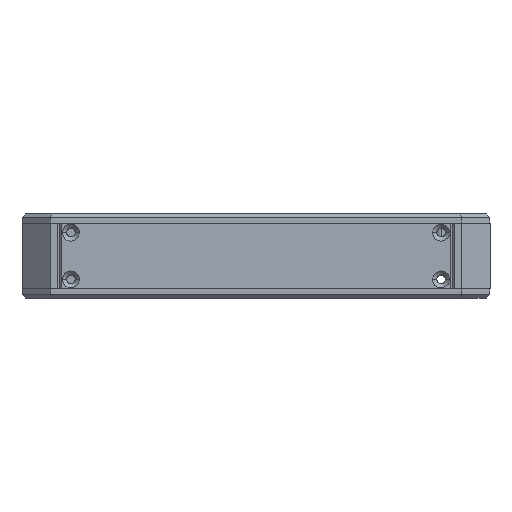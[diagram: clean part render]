
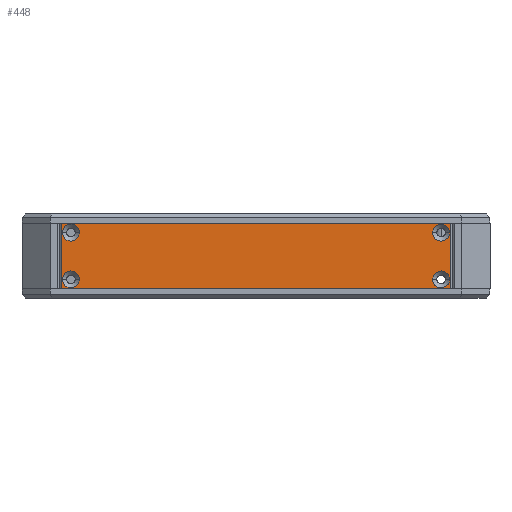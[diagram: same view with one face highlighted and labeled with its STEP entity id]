
A CAD part, front view. The second image highlights one B-rep face of the part: STEP entity #448.
In plain terms, the highlighted planar face has unit normal (0, -1, 0).
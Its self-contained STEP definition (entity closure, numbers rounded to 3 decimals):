
#88=FACE_BOUND('',#1883,.T.);
#89=FACE_BOUND('',#1884,.T.);
#90=FACE_BOUND('',#1885,.T.);
#91=FACE_BOUND('',#1886,.T.);
#448=ADVANCED_FACE('',(#1139,#88,#89,#90,#91),#11827,.T.);
#1139=FACE_OUTER_BOUND('',#1882,.T.);
#1882=EDGE_LOOP('',(#3755,#3756,#3757,#3758));
#1883=EDGE_LOOP('',(#3759,#3760));
#1884=EDGE_LOOP('',(#3761,#3762));
#1885=EDGE_LOOP('',(#3763,#3764));
#1886=EDGE_LOOP('',(#3765,#3766));
#3755=ORIENTED_EDGE('',*,*,#6671,.T.);
#3756=ORIENTED_EDGE('',*,*,#6672,.T.);
#3757=ORIENTED_EDGE('',*,*,#6673,.T.);
#3758=ORIENTED_EDGE('',*,*,#6674,.T.);
#3759=ORIENTED_EDGE('',*,*,#6723,.T.);
#3760=ORIENTED_EDGE('',*,*,#6740,.T.);
#3761=ORIENTED_EDGE('',*,*,#6727,.T.);
#3762=ORIENTED_EDGE('',*,*,#6752,.T.);
#3763=ORIENTED_EDGE('',*,*,#6725,.T.);
#3764=ORIENTED_EDGE('',*,*,#6746,.T.);
#3765=ORIENTED_EDGE('',*,*,#6721,.T.);
#3766=ORIENTED_EDGE('',*,*,#6734,.T.);
#6671=EDGE_CURVE('',#10581,#10582,#9515,.T.);
#6672=EDGE_CURVE('',#10582,#10583,#9516,.T.);
#6673=EDGE_CURVE('',#10583,#10584,#9517,.T.);
#6674=EDGE_CURVE('',#10584,#10581,#9518,.T.);
#6721=EDGE_CURVE('',#10593,#10622,#7827,.T.);
#6723=EDGE_CURVE('',#10596,#10626,#7828,.T.);
#6725=EDGE_CURVE('',#10599,#10630,#7829,.T.);
#6727=EDGE_CURVE('',#10602,#10634,#7830,.T.);
#6734=EDGE_CURVE('',#10622,#10593,#7831,.T.);
#6740=EDGE_CURVE('',#10626,#10596,#7832,.T.);
#6746=EDGE_CURVE('',#10630,#10599,#7833,.T.);
#6752=EDGE_CURVE('',#10634,#10602,#7834,.T.);
#7827=(
BOUNDED_CURVE()
B_SPLINE_CURVE(2,(#17794,#17795,#17796,#17797,#17798,#17799,#17800),
 .UNSPECIFIED.,.F.,.F.)
B_SPLINE_CURVE_WITH_KNOTS((3,2,2,3),(-28.274,-22.973,
-17.671,-14.137),.UNSPECIFIED.)
CURVE()
GEOMETRIC_REPRESENTATION_ITEM()
RATIONAL_B_SPLINE_CURVE((1.,0.831,1.,0.831,1.,0.923,
1.))
REPRESENTATION_ITEM('')
);
#7828=(
BOUNDED_CURVE()
B_SPLINE_CURVE(2,(#17804,#17805,#17806,#17807,#17808,#17809,#17810),
 .UNSPECIFIED.,.F.,.F.)
B_SPLINE_CURVE_WITH_KNOTS((3,2,2,3),(-28.274,-22.973,
-17.671,-14.137),.UNSPECIFIED.)
CURVE()
GEOMETRIC_REPRESENTATION_ITEM()
RATIONAL_B_SPLINE_CURVE((1.,0.831,1.,0.831,1.,0.923,
1.))
REPRESENTATION_ITEM('')
);
#7829=(
BOUNDED_CURVE()
B_SPLINE_CURVE(2,(#17814,#17815,#17816,#17817,#17818,#17819,#17820),
 .UNSPECIFIED.,.F.,.F.)
B_SPLINE_CURVE_WITH_KNOTS((3,2,2,3),(-28.274,-21.206,
-15.904,-14.137),.UNSPECIFIED.)
CURVE()
GEOMETRIC_REPRESENTATION_ITEM()
RATIONAL_B_SPLINE_CURVE((1.,0.707,1.,0.831,1.,0.981,
1.))
REPRESENTATION_ITEM('')
);
#7830=(
BOUNDED_CURVE()
B_SPLINE_CURVE(2,(#17824,#17825,#17826,#17827,#17828,#17829,#17830),
 .UNSPECIFIED.,.F.,.F.)
B_SPLINE_CURVE_WITH_KNOTS((3,2,2,3),(-28.274,-21.206,
-15.904,-14.137),.UNSPECIFIED.)
CURVE()
GEOMETRIC_REPRESENTATION_ITEM()
RATIONAL_B_SPLINE_CURVE((1.,0.707,1.,0.831,1.,0.981,
1.))
REPRESENTATION_ITEM('')
);
#7831=(
BOUNDED_CURVE()
B_SPLINE_CURVE(2,(#17846,#17847,#17848,#17849,#17850,#17851,#17852),
 .UNSPECIFIED.,.F.,.F.)
B_SPLINE_CURVE_WITH_KNOTS((3,2,2,3),(-14.137,-12.37,
-7.069,0.),.UNSPECIFIED.)
CURVE()
GEOMETRIC_REPRESENTATION_ITEM()
RATIONAL_B_SPLINE_CURVE((1.,0.981,1.,0.831,1.,0.707,
1.))
REPRESENTATION_ITEM('')
);
#7832=(
BOUNDED_CURVE()
B_SPLINE_CURVE(2,(#17866,#17867,#17868,#17869,#17870,#17871,#17872),
 .UNSPECIFIED.,.F.,.F.)
B_SPLINE_CURVE_WITH_KNOTS((3,2,2,3),(-14.137,-12.37,
-7.069,0.),.UNSPECIFIED.)
CURVE()
GEOMETRIC_REPRESENTATION_ITEM()
RATIONAL_B_SPLINE_CURVE((1.,0.981,1.,0.831,1.,0.707,
1.))
REPRESENTATION_ITEM('')
);
#7833=(
BOUNDED_CURVE()
B_SPLINE_CURVE(2,(#17886,#17887,#17888,#17889,#17890,#17891,#17892),
 .UNSPECIFIED.,.F.,.F.)
B_SPLINE_CURVE_WITH_KNOTS((3,2,2,3),(-14.137,-10.603,
-5.301,0.),.UNSPECIFIED.)
CURVE()
GEOMETRIC_REPRESENTATION_ITEM()
RATIONAL_B_SPLINE_CURVE((1.,0.923,1.,0.831,1.,0.831,
1.))
REPRESENTATION_ITEM('')
);
#7834=(
BOUNDED_CURVE()
B_SPLINE_CURVE(2,(#17906,#17907,#17908,#17909,#17910,#17911,#17912),
 .UNSPECIFIED.,.F.,.F.)
B_SPLINE_CURVE_WITH_KNOTS((3,2,2,3),(-14.137,-10.603,
-5.301,0.),.UNSPECIFIED.)
CURVE()
GEOMETRIC_REPRESENTATION_ITEM()
RATIONAL_B_SPLINE_CURVE((1.,0.923,1.,0.831,1.,0.831,
1.))
REPRESENTATION_ITEM('')
);
#9515=B_SPLINE_CURVE_WITH_KNOTS('',1,(#17682,#17683),.UNSPECIFIED.,.F.,
 .F.,(2,2),(0.,35.),.UNSPECIFIED.);
#9516=B_SPLINE_CURVE_WITH_KNOTS('',1,(#17684,#17685),.UNSPECIFIED.,.F.,
 .F.,(2,2),(0.,207.8),.UNSPECIFIED.);
#9517=B_SPLINE_CURVE_WITH_KNOTS('',1,(#17686,#17687),.UNSPECIFIED.,.F.,
 .F.,(2,2),(0.,35.),.UNSPECIFIED.);
#9518=B_SPLINE_CURVE_WITH_KNOTS('',1,(#17688,#17689),.UNSPECIFIED.,.F.,
 .F.,(2,2),(0.,207.8),.UNSPECIFIED.);
#10581=VERTEX_POINT('',#17622);
#10582=VERTEX_POINT('',#17623);
#10583=VERTEX_POINT('',#17624);
#10584=VERTEX_POINT('',#17625);
#10593=VERTEX_POINT('',#17634);
#10596=VERTEX_POINT('',#17637);
#10599=VERTEX_POINT('',#17640);
#10602=VERTEX_POINT('',#17643);
#10622=VERTEX_POINT('',#17663);
#10626=VERTEX_POINT('',#17667);
#10630=VERTEX_POINT('',#17671);
#10634=VERTEX_POINT('',#17675);
#11827=PLANE('',#12432);
#12432=AXIS2_PLACEMENT_3D('',#17514,#13659,$);
#13659=DIRECTION('',(0.,-1.,0.));
#17514=CARTESIAN_POINT('',(-10155.477,-3679.67,40.));
#17622=CARTESIAN_POINT('',(-9947.677,-3679.67,5.));
#17623=CARTESIAN_POINT('',(-9947.677,-3679.67,40.));
#17624=CARTESIAN_POINT('',(-10155.477,-3679.67,40.));
#17625=CARTESIAN_POINT('',(-10155.477,-3679.67,5.));
#17634=CARTESIAN_POINT('',(-9957.177,-3679.67,35.));
#17637=CARTESIAN_POINT('',(-9957.177,-3679.67,10.));
#17640=CARTESIAN_POINT('',(-10145.977,-3679.67,10.));
#17643=CARTESIAN_POINT('',(-10145.977,-3679.67,35.));
#17663=CARTESIAN_POINT('',(-9948.177,-3679.67,35.));
#17667=CARTESIAN_POINT('',(-9948.177,-3679.67,10.));
#17671=CARTESIAN_POINT('',(-10154.977,-3679.67,10.));
#17675=CARTESIAN_POINT('',(-10154.977,-3679.67,35.));
#17682=CARTESIAN_POINT('',(-9947.677,-3679.67,5.));
#17683=CARTESIAN_POINT('',(-9947.677,-3679.67,40.));
#17684=CARTESIAN_POINT('',(-9947.677,-3679.67,40.));
#17685=CARTESIAN_POINT('',(-10155.477,-3679.67,40.));
#17686=CARTESIAN_POINT('',(-10155.477,-3679.67,40.));
#17687=CARTESIAN_POINT('',(-10155.477,-3679.67,5.));
#17688=CARTESIAN_POINT('',(-10155.477,-3679.67,5.));
#17689=CARTESIAN_POINT('',(-9947.677,-3679.67,5.));
#17794=CARTESIAN_POINT('',(-9957.177,-3679.67,35.));
#17795=CARTESIAN_POINT('',(-9957.177,-3679.67,38.007));
#17796=CARTESIAN_POINT('',(-9954.399,-3679.67,39.157));
#17797=CARTESIAN_POINT('',(-9951.621,-3679.67,40.308));
#17798=CARTESIAN_POINT('',(-9949.495,-3679.67,38.182));
#17799=CARTESIAN_POINT('',(-9948.167,-3679.67,36.854));
#17800=CARTESIAN_POINT('',(-9948.177,-3679.67,35.));
#17804=CARTESIAN_POINT('',(-9957.177,-3679.67,10.));
#17805=CARTESIAN_POINT('',(-9957.177,-3679.67,13.007));
#17806=CARTESIAN_POINT('',(-9954.399,-3679.67,14.157));
#17807=CARTESIAN_POINT('',(-9951.621,-3679.67,15.308));
#17808=CARTESIAN_POINT('',(-9949.495,-3679.67,13.182));
#17809=CARTESIAN_POINT('',(-9948.167,-3679.67,11.854));
#17810=CARTESIAN_POINT('',(-9948.177,-3679.67,10.));
#17814=CARTESIAN_POINT('',(-10145.977,-3679.67,10.));
#17815=CARTESIAN_POINT('',(-10145.977,-3679.67,5.5));
#17816=CARTESIAN_POINT('',(-10150.477,-3679.67,5.5));
#17817=CARTESIAN_POINT('',(-10153.483,-3679.67,5.5));
#17818=CARTESIAN_POINT('',(-10154.634,-3679.67,8.278));
#17819=CARTESIAN_POINT('',(-10154.972,-3679.67,9.094));
#17820=CARTESIAN_POINT('',(-10154.977,-3679.67,10.));
#17824=CARTESIAN_POINT('',(-10145.977,-3679.67,35.));
#17825=CARTESIAN_POINT('',(-10145.977,-3679.67,30.5));
#17826=CARTESIAN_POINT('',(-10150.477,-3679.67,30.5));
#17827=CARTESIAN_POINT('',(-10153.483,-3679.67,30.5));
#17828=CARTESIAN_POINT('',(-10154.634,-3679.67,33.278));
#17829=CARTESIAN_POINT('',(-10154.972,-3679.67,34.094));
#17830=CARTESIAN_POINT('',(-10154.977,-3679.67,35.));
#17846=CARTESIAN_POINT('',(-9948.177,-3679.67,35.));
#17847=CARTESIAN_POINT('',(-9948.181,-3679.67,34.094));
#17848=CARTESIAN_POINT('',(-9948.519,-3679.67,33.278));
#17849=CARTESIAN_POINT('',(-9949.67,-3679.67,30.5));
#17850=CARTESIAN_POINT('',(-9952.677,-3679.67,30.5));
#17851=CARTESIAN_POINT('',(-9957.177,-3679.67,30.5));
#17852=CARTESIAN_POINT('',(-9957.177,-3679.67,35.));
#17866=CARTESIAN_POINT('',(-9948.177,-3679.67,10.));
#17867=CARTESIAN_POINT('',(-9948.181,-3679.67,9.094));
#17868=CARTESIAN_POINT('',(-9948.519,-3679.67,8.278));
#17869=CARTESIAN_POINT('',(-9949.67,-3679.67,5.5));
#17870=CARTESIAN_POINT('',(-9952.677,-3679.67,5.5));
#17871=CARTESIAN_POINT('',(-9957.177,-3679.67,5.5));
#17872=CARTESIAN_POINT('',(-9957.177,-3679.67,10.));
#17886=CARTESIAN_POINT('',(-10154.977,-3679.67,10.));
#17887=CARTESIAN_POINT('',(-10154.986,-3679.67,11.854));
#17888=CARTESIAN_POINT('',(-10153.658,-3679.67,13.182));
#17889=CARTESIAN_POINT('',(-10151.532,-3679.67,15.308));
#17890=CARTESIAN_POINT('',(-10148.754,-3679.67,14.157));
#17891=CARTESIAN_POINT('',(-10145.977,-3679.67,13.007));
#17892=CARTESIAN_POINT('',(-10145.977,-3679.67,10.));
#17906=CARTESIAN_POINT('',(-10154.977,-3679.67,35.));
#17907=CARTESIAN_POINT('',(-10154.986,-3679.67,36.854));
#17908=CARTESIAN_POINT('',(-10153.658,-3679.67,38.182));
#17909=CARTESIAN_POINT('',(-10151.532,-3679.67,40.308));
#17910=CARTESIAN_POINT('',(-10148.754,-3679.67,39.157));
#17911=CARTESIAN_POINT('',(-10145.977,-3679.67,38.007));
#17912=CARTESIAN_POINT('',(-10145.977,-3679.67,35.));
